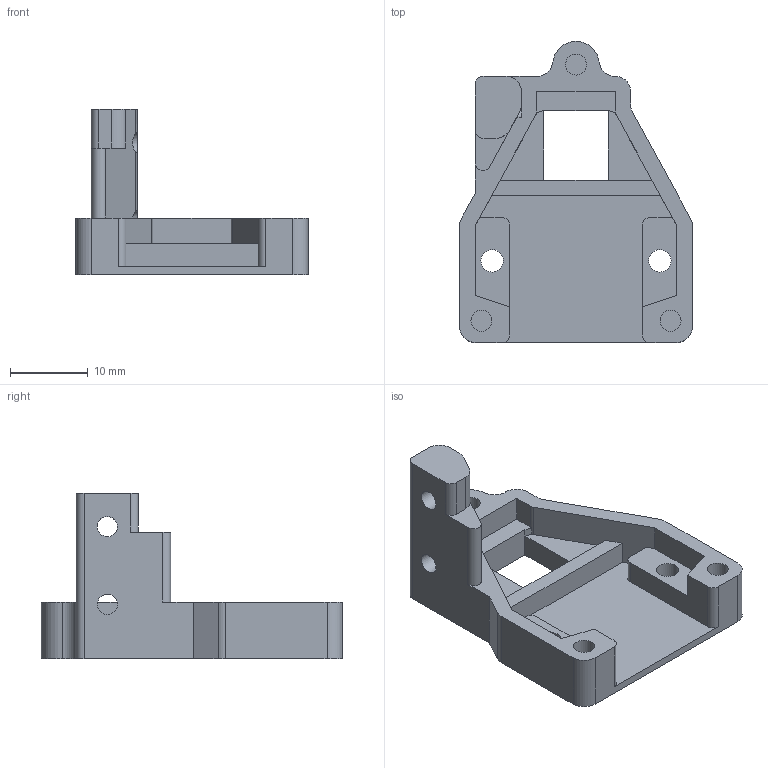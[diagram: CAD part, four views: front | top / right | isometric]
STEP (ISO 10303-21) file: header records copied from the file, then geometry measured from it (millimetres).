
FILE_DESCRIPTION(/* description */ (''),/* implementation_level */ '2;1');
FILE_NAME(/* name */ 'InkjetHolderV8.stp',/* time_stamp */ '2015-07-07T11:23:05+01:00',/* author */ ('Oliver'),/* organization */ (''),/* preprocessor_version */ 'ST-DEVELOPER v15.6',/* originating_system */ 'Autodesk Inventor 2015',/* authorisation */ '');
FILE_SCHEMA (('AUTOMOTIVE_DESIGN { 1 0 10303 214 3 1 1 }'));
Length unit declared in the file: millimetre
Products named in the file (1): InkjetHolderV8
Bounding box: 29.95 x 38.77 x 21.3 mm (x, y, z)
Volume: 3756.6 mm3; surface area: 3798.6 mm2
Topology: 1 solids, 1 shells, 78 faces, 225 edges, 149 vertices
Faces by surface type: plane 49, cylinder 29
Full cylindrical faces by diameter (mm): 2.6 x2, 2.7 x3, 2.9 x2
Entity records: 2571 total; most frequent: CARTESIAN_POINT 463, ORIENTED_EDGE 432, DIRECTION 431, EDGE_CURVE 216, LINE 153, VECTOR 153, VERTEX_POINT 147, AXIS2_PLACEMENT_3D 139
